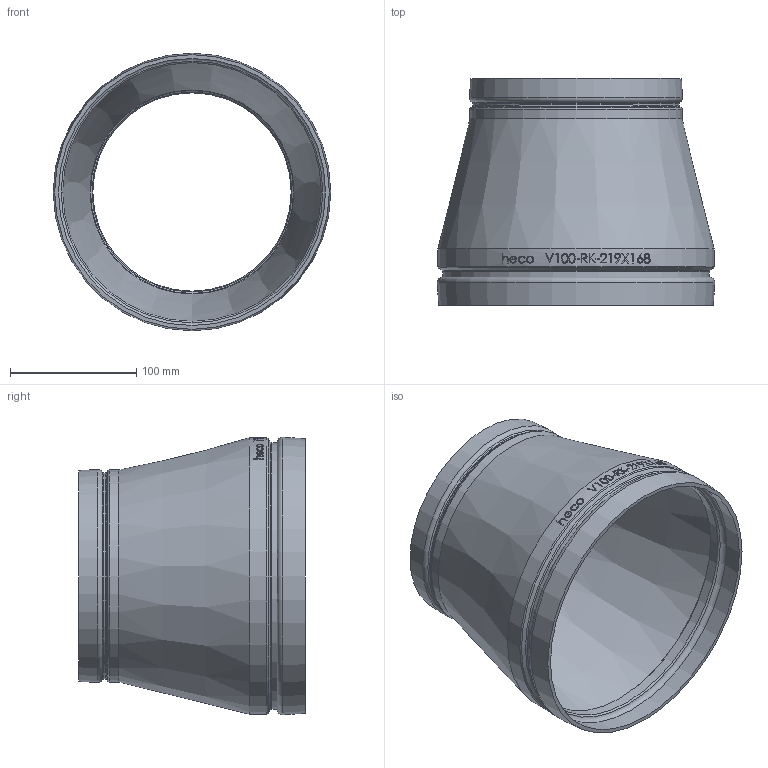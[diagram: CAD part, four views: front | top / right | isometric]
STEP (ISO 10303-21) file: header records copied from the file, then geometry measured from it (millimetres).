
FILE_DESCRIPTION (( 'STEP AP214' ), '1' );
FILE_NAME ('V100-RK-219X168-x Typ E495 DN200x150 800x600 Ø219,1x168,3 1812.STEP', '2018-12-18T12:26:59', ( '' ), ( '' ), 'SwSTEP 2.0', 'SolidWorks 2016', '' );
FILE_SCHEMA (( 'AUTOMOTIVE_DESIGN' ));
Length unit declared in the file: inch
Products named in the file (1): V100-RK-219X168-x Typ E495 DN200x150 800x600 Ø219,1x168,3 1812
Bounding box: 220.06 x 179.83 x 220.06 mm (x, y, z)
Volume: 435158.5 mm3; surface area: 230566.4 mm2
Topology: 1 solids, 1 shells, 253 faces, 651 edges, 429 vertices
Faces by surface type: bspline 99, plane 95, cylinder 35, torus 14, cone 10
Full cylindrical faces by diameter (mm): 157.277 x1, 162.281 x1, 163.271 x1, 168.275 x1, 205.207 x1, 211.201 x1, 219.075 x1
Entity records: 15261 total; most frequent: CARTESIAN_POINT 7248, ORIENTED_EDGE 1214, DIRECTION 761, EDGE_CURVE 607, VERTEX_POINT 416, EDGE_LOOP 315, FACE_OUTER_BOUND 274, B_SPLINE_CURVE_WITH_KNOTS 264
